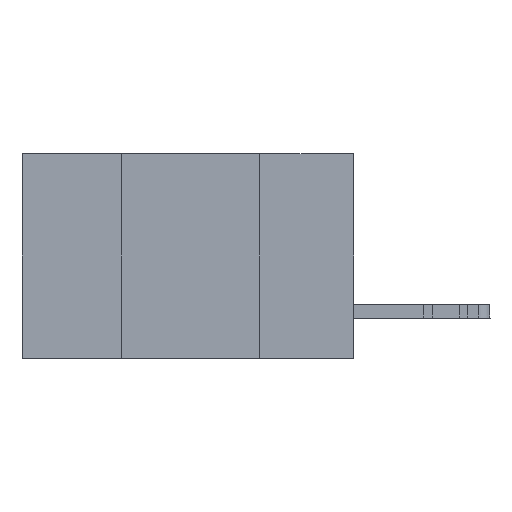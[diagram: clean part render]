
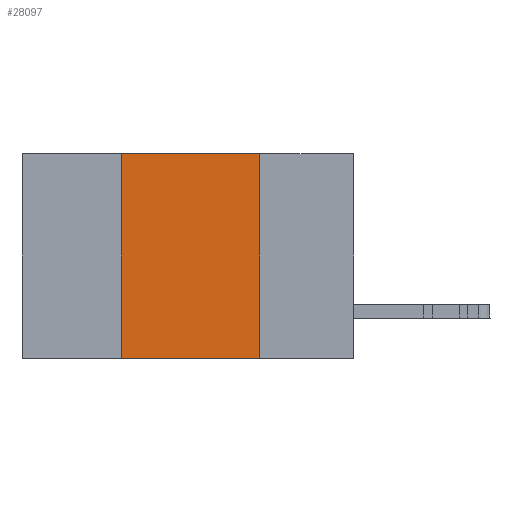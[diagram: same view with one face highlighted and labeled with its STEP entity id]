
A CAD part, left-side view. The second image highlights one B-rep face of the part: STEP entity #28097.
In plain terms, the highlighted planar face has unit normal (-1, 0, 0).
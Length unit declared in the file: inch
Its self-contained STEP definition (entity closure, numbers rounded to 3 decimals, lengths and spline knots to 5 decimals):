
#1154 = DIRECTION ( 'NONE',  ( 0., -1., 0. ) ) ;
#1795 = DIRECTION ( 'NONE',  ( 0., 0., 1. ) ) ;
#2627 = DIRECTION ( 'NONE',  ( 0., 0., -1. ) ) ;
#4316 = CARTESIAN_POINT ( 'NONE',  ( 0., 0.6, -0.37 ) ) ;
#5183 = EDGE_LOOP ( 'NONE', ( #37352, #28194, #16842, #27408 ) ) ;
#5303 = LINE ( 'NONE', #40203, #12810 ) ;
#7285 = EDGE_CURVE ( 'NONE', #17745, #38684, #5303, .T. ) ;
#7543 = DIRECTION ( 'NONE',  ( 0., -1., 0. ) ) ;
#10607 = LINE ( 'NONE', #4316, #18080 ) ;
#11491 = CARTESIAN_POINT ( 'NONE',  ( 0., 0.17, 0. ) ) ;
#12810 = VECTOR ( 'NONE', #1795, 39.37008 ) ;
#13848 = AXIS2_PLACEMENT_3D ( 'NONE', #34521, #21747, #2627 ) ;
#14164 = FACE_OUTER_BOUND ( 'NONE', #5183, .T. ) ;
#15384 = LINE ( 'NONE', #11491, #31359 ) ;
#15858 = EDGE_CURVE ( 'NONE', #36698, #27956, #15384, .T. ) ;
#16842 = ORIENTED_EDGE ( 'NONE', *, *, #7285, .F. ) ;
#17745 = VERTEX_POINT ( 'NONE', #22792 ) ;
#17857 = CARTESIAN_POINT ( 'NONE',  ( 0., 0.17, -0.37 ) ) ;
#17915 = DIRECTION ( 'NONE',  ( 0., 0., -1. ) ) ;
#18080 = VECTOR ( 'NONE', #7543, 39.37008 ) ;
#20284 = CARTESIAN_POINT ( 'NONE',  ( 0., 0.6, 0. ) ) ;
#21747 = DIRECTION ( 'NONE',  ( 1., 0., 0. ) ) ;
#22792 = CARTESIAN_POINT ( 'NONE',  ( 0., 0.42, -0.37 ) ) ;
#24005 = CARTESIAN_POINT ( 'NONE',  ( 0., 0.42, 0. ) ) ;
#24668 = PLANE ( 'NONE',  #13848 ) ;
#25625 = VECTOR ( 'NONE', #1154, 39.37008 ) ;
#25640 = EDGE_CURVE ( 'NONE', #38684, #36698, #40753, .T. ) ;
#27408 = ORIENTED_EDGE ( 'NONE', *, *, #29468, .T. ) ;
#27956 = VERTEX_POINT ( 'NONE', #17857 ) ;
#28097 = ADVANCED_FACE ( 'NONE', ( #14164 ), #24668, .F. ) ;
#28194 = ORIENTED_EDGE ( 'NONE', *, *, #25640, .F. ) ;
#29468 = EDGE_CURVE ( 'NONE', #17745, #27956, #10607, .T. ) ;
#31359 = VECTOR ( 'NONE', #17915, 39.37008 ) ;
#34521 = CARTESIAN_POINT ( 'NONE',  ( 0., 0.6, 0. ) ) ;
#35536 = CARTESIAN_POINT ( 'NONE',  ( 0., 0.17, 0. ) ) ;
#36698 = VERTEX_POINT ( 'NONE', #35536 ) ;
#37352 = ORIENTED_EDGE ( 'NONE', *, *, #15858, .F. ) ;
#38684 = VERTEX_POINT ( 'NONE', #24005 ) ;
#40203 = CARTESIAN_POINT ( 'NONE',  ( 0., 0.42, 0. ) ) ;
#40753 = LINE ( 'NONE', #20284, #25625 ) ;
